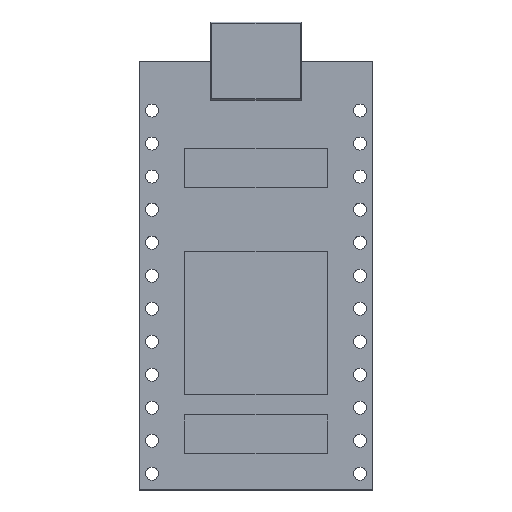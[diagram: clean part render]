
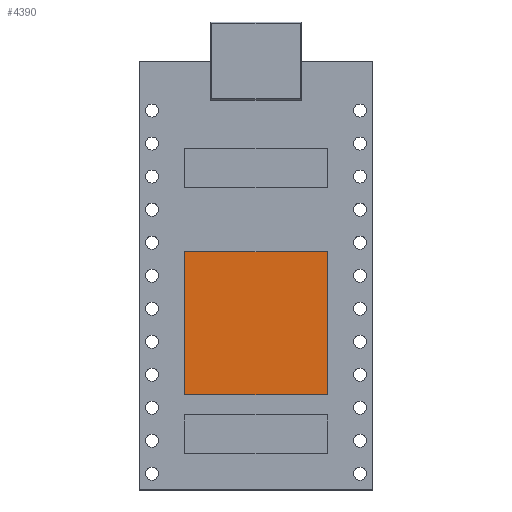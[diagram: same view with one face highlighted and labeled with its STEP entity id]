
A CAD part, top view. The second image highlights one B-rep face of the part: STEP entity #4390.
In plain terms, the highlighted planar face has unit normal (0, 0, 1).
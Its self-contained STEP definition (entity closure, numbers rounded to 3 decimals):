
#4076 = VERTEX_POINT('',#4077);
#4077 = CARTESIAN_POINT('',(-5.5,-9.167,1.));
#4084 = PLANE('',#4085);
#4085 = AXIS2_PLACEMENT_3D('',#4086,#4087,#4088);
#4086 = CARTESIAN_POINT('',(-5.5,-9.167,0.));
#4087 = DIRECTION('',(0.,1.,0.));
#4088 = DIRECTION('',(1.,0.,0.));
#4096 = PLANE('',#4097);
#4097 = AXIS2_PLACEMENT_3D('',#4098,#4099,#4100);
#4098 = CARTESIAN_POINT('',(-5.5,1.833,0.));
#4099 = DIRECTION('',(1.,0.,-0.));
#4100 = DIRECTION('',(0.,-1.,0.));
#4108 = EDGE_CURVE('',#4076,#4109,#4111,.T.);
#4109 = VERTEX_POINT('',#4110);
#4110 = CARTESIAN_POINT('',(5.5,-9.167,1.));
#4111 = SURFACE_CURVE('',#4112,(#4116,#4123),.PCURVE_S1.);
#4112 = LINE('',#4113,#4114);
#4113 = CARTESIAN_POINT('',(-5.5,-9.167,1.));
#4114 = VECTOR('',#4115,1.);
#4115 = DIRECTION('',(1.,0.,0.));
#4116 = PCURVE('',#4084,#4117);
#4117 = DEFINITIONAL_REPRESENTATION('',(#4118),#4122);
#4118 = LINE('',#4119,#4120);
#4119 = CARTESIAN_POINT('',(0.,-1.));
#4120 = VECTOR('',#4121,1.);
#4121 = DIRECTION('',(1.,0.));
#4122 = ( GEOMETRIC_REPRESENTATION_CONTEXT(2) 
PARAMETRIC_REPRESENTATION_CONTEXT() REPRESENTATION_CONTEXT('2D SPACE',''
  ) );
#4123 = PCURVE('',#4124,#4129);
#4124 = PLANE('',#4125);
#4125 = AXIS2_PLACEMENT_3D('',#4126,#4127,#4128);
#4126 = CARTESIAN_POINT('',(0.,-3.667,1.));
#4127 = DIRECTION('',(0.,0.,1.));
#4128 = DIRECTION('',(1.,0.,-0.));
#4129 = DEFINITIONAL_REPRESENTATION('',(#4130),#4134);
#4130 = LINE('',#4131,#4132);
#4131 = CARTESIAN_POINT('',(-5.5,-5.5));
#4132 = VECTOR('',#4133,1.);
#4133 = DIRECTION('',(1.,0.));
#4134 = ( GEOMETRIC_REPRESENTATION_CONTEXT(2) 
PARAMETRIC_REPRESENTATION_CONTEXT() REPRESENTATION_CONTEXT('2D SPACE',''
  ) );
#4152 = PLANE('',#4153);
#4153 = AXIS2_PLACEMENT_3D('',#4154,#4155,#4156);
#4154 = CARTESIAN_POINT('',(5.5,-9.167,0.));
#4155 = DIRECTION('',(-1.,0.,0.));
#4156 = DIRECTION('',(0.,1.,0.));
#4194 = EDGE_CURVE('',#4109,#4195,#4197,.T.);
#4195 = VERTEX_POINT('',#4196);
#4196 = CARTESIAN_POINT('',(5.5,1.833,1.));
#4197 = SURFACE_CURVE('',#4198,(#4202,#4209),.PCURVE_S1.);
#4198 = LINE('',#4199,#4200);
#4199 = CARTESIAN_POINT('',(5.5,-9.167,1.));
#4200 = VECTOR('',#4201,1.);
#4201 = DIRECTION('',(0.,1.,0.));
#4202 = PCURVE('',#4152,#4203);
#4203 = DEFINITIONAL_REPRESENTATION('',(#4204),#4208);
#4204 = LINE('',#4205,#4206);
#4205 = CARTESIAN_POINT('',(0.,-1.));
#4206 = VECTOR('',#4207,1.);
#4207 = DIRECTION('',(1.,0.));
#4208 = ( GEOMETRIC_REPRESENTATION_CONTEXT(2) 
PARAMETRIC_REPRESENTATION_CONTEXT() REPRESENTATION_CONTEXT('2D SPACE',''
  ) );
#4209 = PCURVE('',#4124,#4210);
#4210 = DEFINITIONAL_REPRESENTATION('',(#4211),#4215);
#4211 = LINE('',#4212,#4213);
#4212 = CARTESIAN_POINT('',(5.5,-5.5));
#4213 = VECTOR('',#4214,1.);
#4214 = DIRECTION('',(0.,1.));
#4215 = ( GEOMETRIC_REPRESENTATION_CONTEXT(2) 
PARAMETRIC_REPRESENTATION_CONTEXT() REPRESENTATION_CONTEXT('2D SPACE',''
  ) );
#4233 = PLANE('',#4234);
#4234 = AXIS2_PLACEMENT_3D('',#4235,#4236,#4237);
#4235 = CARTESIAN_POINT('',(5.5,1.833,0.));
#4236 = DIRECTION('',(0.,-1.,0.));
#4237 = DIRECTION('',(-1.,0.,0.));
#4270 = EDGE_CURVE('',#4195,#4271,#4273,.T.);
#4271 = VERTEX_POINT('',#4272);
#4272 = CARTESIAN_POINT('',(-5.5,1.833,1.));
#4273 = SURFACE_CURVE('',#4274,(#4278,#4285),.PCURVE_S1.);
#4274 = LINE('',#4275,#4276);
#4275 = CARTESIAN_POINT('',(5.5,1.833,1.));
#4276 = VECTOR('',#4277,1.);
#4277 = DIRECTION('',(-1.,0.,0.));
#4278 = PCURVE('',#4233,#4279);
#4279 = DEFINITIONAL_REPRESENTATION('',(#4280),#4284);
#4280 = LINE('',#4281,#4282);
#4281 = CARTESIAN_POINT('',(0.,-1.));
#4282 = VECTOR('',#4283,1.);
#4283 = DIRECTION('',(1.,0.));
#4284 = ( GEOMETRIC_REPRESENTATION_CONTEXT(2) 
PARAMETRIC_REPRESENTATION_CONTEXT() REPRESENTATION_CONTEXT('2D SPACE',''
  ) );
#4285 = PCURVE('',#4124,#4286);
#4286 = DEFINITIONAL_REPRESENTATION('',(#4287),#4291);
#4287 = LINE('',#4288,#4289);
#4288 = CARTESIAN_POINT('',(5.5,5.5));
#4289 = VECTOR('',#4290,1.);
#4290 = DIRECTION('',(-1.,0.));
#4291 = ( GEOMETRIC_REPRESENTATION_CONTEXT(2) 
PARAMETRIC_REPRESENTATION_CONTEXT() REPRESENTATION_CONTEXT('2D SPACE',''
  ) );
#4341 = EDGE_CURVE('',#4271,#4076,#4342,.T.);
#4342 = SURFACE_CURVE('',#4343,(#4347,#4354),.PCURVE_S1.);
#4343 = LINE('',#4344,#4345);
#4344 = CARTESIAN_POINT('',(-5.5,1.833,1.));
#4345 = VECTOR('',#4346,1.);
#4346 = DIRECTION('',(0.,-1.,0.));
#4347 = PCURVE('',#4096,#4348);
#4348 = DEFINITIONAL_REPRESENTATION('',(#4349),#4353);
#4349 = LINE('',#4350,#4351);
#4350 = CARTESIAN_POINT('',(0.,-1.));
#4351 = VECTOR('',#4352,1.);
#4352 = DIRECTION('',(1.,0.));
#4353 = ( GEOMETRIC_REPRESENTATION_CONTEXT(2) 
PARAMETRIC_REPRESENTATION_CONTEXT() REPRESENTATION_CONTEXT('2D SPACE',''
  ) );
#4354 = PCURVE('',#4124,#4355);
#4355 = DEFINITIONAL_REPRESENTATION('',(#4356),#4360);
#4356 = LINE('',#4357,#4358);
#4357 = CARTESIAN_POINT('',(-5.5,5.5));
#4358 = VECTOR('',#4359,1.);
#4359 = DIRECTION('',(0.,-1.));
#4360 = ( GEOMETRIC_REPRESENTATION_CONTEXT(2) 
PARAMETRIC_REPRESENTATION_CONTEXT() REPRESENTATION_CONTEXT('2D SPACE',''
  ) );
#4390 = ADVANCED_FACE('',(#4391),#4124,.T.);
#4391 = FACE_BOUND('',#4392,.T.);
#4392 = EDGE_LOOP('',(#4393,#4394,#4395,#4396));
#4393 = ORIENTED_EDGE('',*,*,#4108,.T.);
#4394 = ORIENTED_EDGE('',*,*,#4194,.T.);
#4395 = ORIENTED_EDGE('',*,*,#4270,.T.);
#4396 = ORIENTED_EDGE('',*,*,#4341,.T.);
